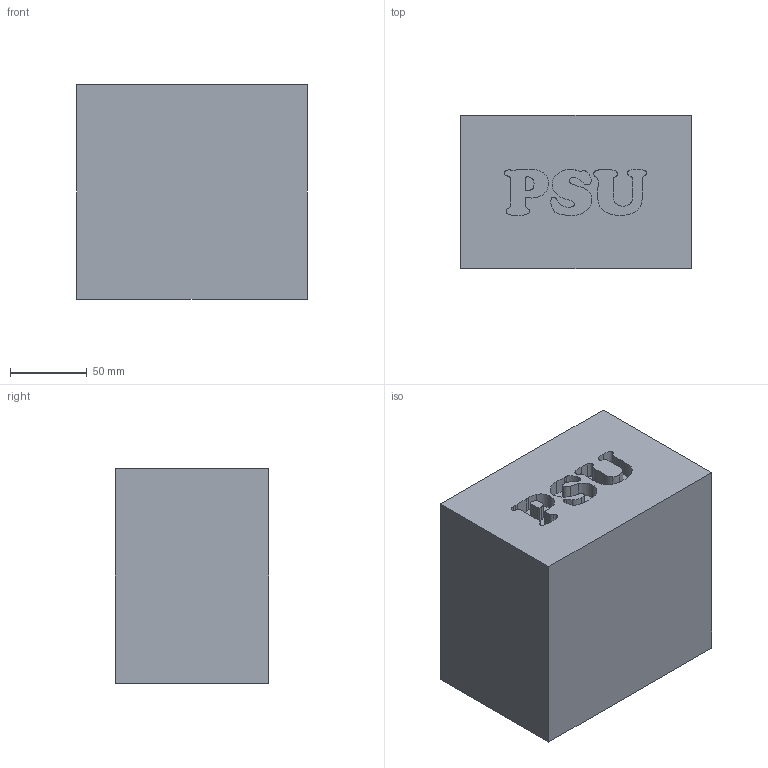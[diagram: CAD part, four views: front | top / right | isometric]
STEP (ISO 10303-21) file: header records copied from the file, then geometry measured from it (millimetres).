
FILE_DESCRIPTION (( 'STEP AP203' ), '1' );
FILE_NAME ('PSU.STEP', '2026-02-27T15:45:53', ( '' ), ( '' ), 'SwSTEP 2.0', 'SolidWorks 2024', '' );
FILE_SCHEMA (( 'CONFIG_CONTROL_DESIGN' ));
Length unit declared in the file: millimetre
Products named in the file (1): PSU
Bounding box: 150 x 100 x 140 mm (x, y, z)
Volume: 2083552.2 mm3; surface area: 104510.1 mm2
Topology: 1 solids, 1 shells, 97 faces, 273 edges, 182 vertices
Faces by surface type: bspline 80, plane 17
Entity records: 5840 total; most frequent: CARTESIAN_POINT 3809, ORIENTED_EDGE 546, EDGE_CURVE 273, VERTEX_POINT 182, B_SPLINE_CURVE_WITH_KNOTS 160, DIRECTION 149, LINE 113, VECTOR 113
